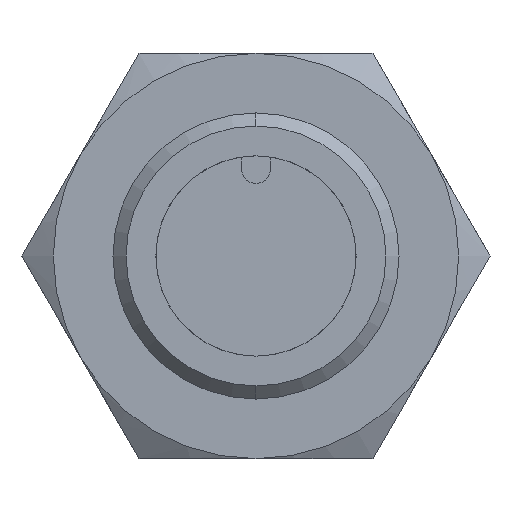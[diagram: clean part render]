
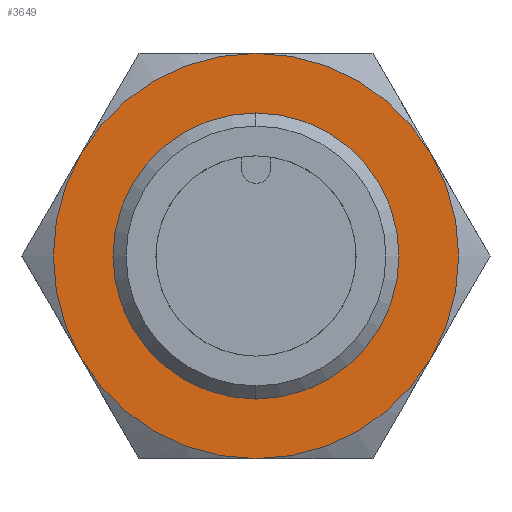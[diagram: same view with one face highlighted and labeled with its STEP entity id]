
A CAD part, left-side view. The second image highlights one B-rep face of the part: STEP entity #3649.
In plain terms, the highlighted planar face has unit normal (-1, 0, 0).
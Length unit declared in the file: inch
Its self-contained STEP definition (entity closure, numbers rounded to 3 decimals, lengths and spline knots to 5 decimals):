
#21 = DIRECTION ( 'NONE',  ( 1., 0., 0. ) ) ;
#46 = CARTESIAN_POINT ( 'NONE',  ( 1.65354, -0.16732, 0. ) ) ;
#216 = DIRECTION ( 'NONE',  ( 0., 0., -1. ) ) ;
#306 = ORIENTED_EDGE ( 'NONE', *, *, #1314, .F. ) ;
#337 = CARTESIAN_POINT ( 'NONE',  ( 1.65354, 0., 0. ) ) ;
#386 = ORIENTED_EDGE ( 'NONE', *, *, #832, .F. ) ;
#396 = DIRECTION ( 'NONE',  ( 0., 0., -1. ) ) ;
#454 = CIRCLE ( 'NONE', #457, 0.33465 ) ;
#457 = AXIS2_PLACEMENT_3D ( 'NONE', #3061, #3153, #3486 ) ;
#458 = CARTESIAN_POINT ( 'NONE',  ( 1.65354, 0., 0.23622 ) ) ;
#506 = CIRCLE ( 'NONE', #4443, 0.23622 ) ;
#523 = VERTEX_POINT ( 'NONE', #3342 ) ;
#558 = VERTEX_POINT ( 'NONE', #1605 ) ;
#700 = FACE_OUTER_BOUND ( 'NONE', #1693, .T. ) ;
#766 = CARTESIAN_POINT ( 'NONE',  ( 1.65354, 0.28981, -0.16732 ) ) ;
#832 = EDGE_CURVE ( 'NONE', #523, #3119, #2167, .T. ) ;
#871 = DIRECTION ( 'NONE',  ( 1., 0., 0. ) ) ;
#921 = ORIENTED_EDGE ( 'NONE', *, *, #3194, .F. ) ;
#1092 = DIRECTION ( 'NONE',  ( 0., 0., 1. ) ) ;
#1114 = AXIS2_PLACEMENT_3D ( 'NONE', #1535, #3701, #3303 ) ;
#1117 = CIRCLE ( 'NONE', #4330, 0.33465 ) ;
#1159 = DIRECTION ( 'NONE',  ( 1., 0., 0. ) ) ;
#1174 = CARTESIAN_POINT ( 'NONE',  ( 1.65354, 0., -0.33465 ) ) ;
#1307 = CARTESIAN_POINT ( 'NONE',  ( 1.65354, 0., 0. ) ) ;
#1314 = EDGE_CURVE ( 'NONE', #2424, #3556, #454, .T. ) ;
#1423 = CIRCLE ( 'NONE', #1943, 0.23622 ) ;
#1424 = EDGE_LOOP ( 'NONE', ( #2364, #1755 ) ) ;
#1530 = FACE_BOUND ( 'NONE', #1424, .T. ) ;
#1535 = CARTESIAN_POINT ( 'NONE',  ( 1.65354, 0., 0. ) ) ;
#1605 = CARTESIAN_POINT ( 'NONE',  ( 1.65354, 0., -0.23622 ) ) ;
#1693 = EDGE_LOOP ( 'NONE', ( #2563, #386, #4111, #306, #1859, #921 ) ) ;
#1710 = DIRECTION ( 'NONE',  ( 0., 0., 1. ) ) ;
#1755 = ORIENTED_EDGE ( 'NONE', *, *, #4449, .T. ) ;
#1787 = VERTEX_POINT ( 'NONE', #1174 ) ;
#1824 = AXIS2_PLACEMENT_3D ( 'NONE', #1307, #3808, #4550 ) ;
#1838 = CARTESIAN_POINT ( 'NONE',  ( 1.65354, 0.28981, 0.16732 ) ) ;
#1859 = ORIENTED_EDGE ( 'NONE', *, *, #2967, .F. ) ;
#1927 = CARTESIAN_POINT ( 'NONE',  ( 1.65354, 0., 0. ) ) ;
#1943 = AXIS2_PLACEMENT_3D ( 'NONE', #1927, #4169, #1991 ) ;
#1991 = DIRECTION ( 'NONE',  ( 0., 0., 1. ) ) ;
#2071 = AXIS2_PLACEMENT_3D ( 'NONE', #3238, #21, #396 ) ;
#2167 = CIRCLE ( 'NONE', #1114, 0.33465 ) ;
#2364 = ORIENTED_EDGE ( 'NONE', *, *, #3769, .T. ) ;
#2424 = VERTEX_POINT ( 'NONE', #1838 ) ;
#2542 = DIRECTION ( 'NONE',  ( -1., 0., 0. ) ) ;
#2563 = ORIENTED_EDGE ( 'NONE', *, *, #3107, .F. ) ;
#2725 = CIRCLE ( 'NONE', #1824, 0.33465 ) ;
#2967 = EDGE_CURVE ( 'NONE', #3645, #2424, #4092, .T. ) ;
#3061 = CARTESIAN_POINT ( 'NONE',  ( 1.65354, 0., 0. ) ) ;
#3107 = EDGE_CURVE ( 'NONE', #3119, #1787, #3812, .T. ) ;
#3119 = VERTEX_POINT ( 'NONE', #4050 ) ;
#3153 = DIRECTION ( 'NONE',  ( 1., 0., 0. ) ) ;
#3170 = VERTEX_POINT ( 'NONE', #458 ) ;
#3194 = EDGE_CURVE ( 'NONE', #1787, #3645, #1117, .T. ) ;
#3238 = CARTESIAN_POINT ( 'NONE',  ( 1.65354, 0., 0. ) ) ;
#3263 = DIRECTION ( 'NONE',  ( 0., 0., -1. ) ) ;
#3303 = DIRECTION ( 'NONE',  ( 0., 0., -1. ) ) ;
#3342 = CARTESIAN_POINT ( 'NONE',  ( 1.65354, -0.28981, 0.16732 ) ) ;
#3361 = CARTESIAN_POINT ( 'NONE',  ( 1.65354, 0., 0. ) ) ;
#3437 = EDGE_CURVE ( 'NONE', #3556, #523, #2725, .T. ) ;
#3486 = DIRECTION ( 'NONE',  ( 0., 0., -1. ) ) ;
#3556 = VERTEX_POINT ( 'NONE', #3909 ) ;
#3645 = VERTEX_POINT ( 'NONE', #766 ) ;
#3649 = ADVANCED_FACE ( 'NONE', ( #700, #1530 ), #4686, .T. ) ;
#3701 = DIRECTION ( 'NONE',  ( 1., 0., 0. ) ) ;
#3762 = AXIS2_PLACEMENT_3D ( 'NONE', #4033, #1159, #3263 ) ;
#3769 = EDGE_CURVE ( 'NONE', #3170, #558, #1423, .T. ) ;
#3808 = DIRECTION ( 'NONE',  ( 1., 0., 0. ) ) ;
#3812 = CIRCLE ( 'NONE', #3762, 0.33465 ) ;
#3862 = DIRECTION ( 'NONE',  ( 1., 0., 0. ) ) ;
#3909 = CARTESIAN_POINT ( 'NONE',  ( 1.65354, 0., 0.33465 ) ) ;
#4033 = CARTESIAN_POINT ( 'NONE',  ( 1.65354, 0., 0. ) ) ;
#4050 = CARTESIAN_POINT ( 'NONE',  ( 1.65354, -0.28981, -0.16732 ) ) ;
#4092 = CIRCLE ( 'NONE', #2071, 0.33465 ) ;
#4111 = ORIENTED_EDGE ( 'NONE', *, *, #3437, .F. ) ;
#4169 = DIRECTION ( 'NONE',  ( 1., 0., 0. ) ) ;
#4330 = AXIS2_PLACEMENT_3D ( 'NONE', #3361, #871, #216 ) ;
#4392 = AXIS2_PLACEMENT_3D ( 'NONE', #46, #2542, #1092 ) ;
#4443 = AXIS2_PLACEMENT_3D ( 'NONE', #337, #3862, #1710 ) ;
#4449 = EDGE_CURVE ( 'NONE', #558, #3170, #506, .T. ) ;
#4550 = DIRECTION ( 'NONE',  ( 0., 0., -1. ) ) ;
#4686 = PLANE ( 'NONE',  #4392 ) ;
